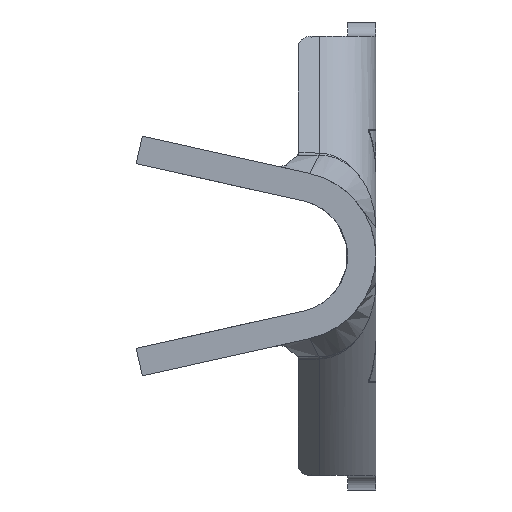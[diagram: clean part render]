
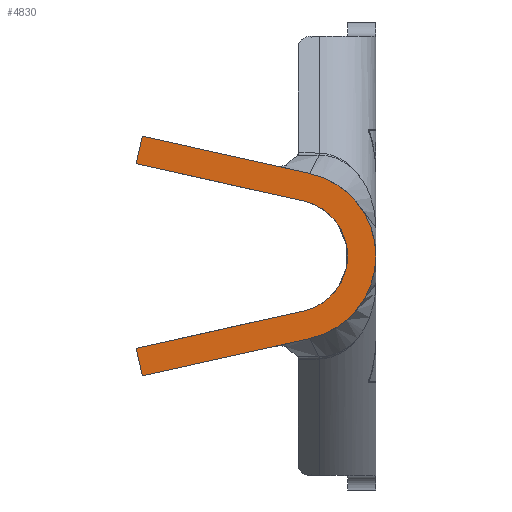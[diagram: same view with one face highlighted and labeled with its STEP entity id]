
A CAD part, left-side view. The second image highlights one B-rep face of the part: STEP entity #4830.
In plain terms, the highlighted planar face has unit normal (-1, 0, 0).
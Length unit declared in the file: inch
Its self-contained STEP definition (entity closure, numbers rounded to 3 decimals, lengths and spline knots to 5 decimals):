
#252 = EDGE_CURVE ( 'NONE', #3623, #1506, #5298, .T. ) ;
#299 = CARTESIAN_POINT ( 'NONE',  ( -0.439, 0.17, 0.06548 ) ) ;
#344 = VERTEX_POINT ( 'NONE', #1787 ) ;
#456 = DIRECTION ( 'NONE',  ( 0., -0.976, -0.217 ) ) ;
#469 = EDGE_LOOP ( 'NONE', ( #1542, #786, #5255, #5681, #1661, #7199, #5432, #2560 ) ) ;
#559 = EDGE_CURVE ( 'NONE', #4486, #3712, #2784, .T. ) ;
#705 = CARTESIAN_POINT ( 'NONE',  ( -0.439, 0.17, -0.06548 ) ) ;
#773 = VECTOR ( 'NONE', #5953, 39.37008 ) ;
#786 = ORIENTED_EDGE ( 'NONE', *, *, #559, .F. ) ;
#941 = DIRECTION ( 'NONE',  ( 0., -0.217, 0.976 ) ) ;
#983 = AXIS2_PLACEMENT_3D ( 'NONE', #5473, #2075, #6029 ) ;
#1189 = AXIS2_PLACEMENT_3D ( 'NONE', #1375, #2011, #5974 ) ;
#1375 = CARTESIAN_POINT ( 'NONE',  ( -0.439, 0.06, 0. ) ) ;
#1506 = VERTEX_POINT ( 'NONE', #2372 ) ;
#1542 = ORIENTED_EDGE ( 'NONE', *, *, #6192, .F. ) ;
#1614 = EDGE_CURVE ( 'NONE', #344, #1723, #4365, .T. ) ;
#1661 = ORIENTED_EDGE ( 'NONE', *, *, #252, .F. ) ;
#1723 = VERTEX_POINT ( 'NONE', #6430 ) ;
#1752 = VERTEX_POINT ( 'NONE', #4385 ) ;
#1787 = CARTESIAN_POINT ( 'NONE',  ( -0.439, 0.04696, -0.05857 ) ) ;
#2011 = DIRECTION ( 'NONE',  ( 1., 0., 0. ) ) ;
#2075 = DIRECTION ( 'NONE',  ( 1., 0., 0. ) ) ;
#2192 = CARTESIAN_POINT ( 'NONE',  ( -0.439, 0.0513, -0.03904 ) ) ;
#2218 = CIRCLE ( 'NONE', #983, 0.06 ) ;
#2307 = DIRECTION ( 'NONE',  ( 0., 0., -1. ) ) ;
#2333 = DIRECTION ( 'NONE',  ( -1., 0., 0. ) ) ;
#2372 = CARTESIAN_POINT ( 'NONE',  ( -0.439, 0.0513, 0.03904 ) ) ;
#2560 = ORIENTED_EDGE ( 'NONE', *, *, #1614, .F. ) ;
#2784 = LINE ( 'NONE', #5865, #5584 ) ;
#2949 = CARTESIAN_POINT ( 'NONE',  ( -0.439, 0.17, 0.06548 ) ) ;
#2996 = VECTOR ( 'NONE', #7277, 39.37008 ) ;
#3529 = CARTESIAN_POINT ( 'NONE',  ( -0.439, 0.0513, 0.03904 ) ) ;
#3548 = VERTEX_POINT ( 'NONE', #2949 ) ;
#3560 = EDGE_CURVE ( 'NONE', #1506, #3548, #4478, .T. ) ;
#3623 = VERTEX_POINT ( 'NONE', #5240 ) ;
#3712 = VERTEX_POINT ( 'NONE', #6734 ) ;
#3969 = LINE ( 'NONE', #705, #773 ) ;
#4268 = EDGE_CURVE ( 'NONE', #1723, #1752, #3969, .T. ) ;
#4365 = LINE ( 'NONE', #6904, #6005 ) ;
#4385 = CARTESIAN_POINT ( 'NONE',  ( -0.439, 0.17, -0.06548 ) ) ;
#4396 = LINE ( 'NONE', #2192, #7236 ) ;
#4419 = EDGE_CURVE ( 'NONE', #1752, #3623, #4396, .T. ) ;
#4478 = LINE ( 'NONE', #3529, #2996 ) ;
#4486 = VERTEX_POINT ( 'NONE', #5630 ) ;
#4527 = VECTOR ( 'NONE', #941, 39.37008 ) ;
#4550 = AXIS2_PLACEMENT_3D ( 'NONE', #6772, #2333, #2307 ) ;
#4830 = ADVANCED_FACE ( 'NONE', ( #7168 ), #4836, .F. ) ;
#4836 = PLANE ( 'NONE',  #1189 ) ;
#5240 = CARTESIAN_POINT ( 'NONE',  ( -0.439, 0.0513, -0.03904 ) ) ;
#5255 = ORIENTED_EDGE ( 'NONE', *, *, #6331, .F. ) ;
#5298 = CIRCLE ( 'NONE', #4550, 0.04 ) ;
#5432 = ORIENTED_EDGE ( 'NONE', *, *, #4268, .F. ) ;
#5473 = CARTESIAN_POINT ( 'NONE',  ( -0.439, 0.06, 0. ) ) ;
#5584 = VECTOR ( 'NONE', #456, 39.37008 ) ;
#5630 = CARTESIAN_POINT ( 'NONE',  ( -0.439, 0.16565, 0.085 ) ) ;
#5681 = ORIENTED_EDGE ( 'NONE', *, *, #3560, .F. ) ;
#5865 = CARTESIAN_POINT ( 'NONE',  ( -0.439, 0.04696, 0.05857 ) ) ;
#5953 = DIRECTION ( 'NONE',  ( 0., 0.217, 0.976 ) ) ;
#5974 = DIRECTION ( 'NONE',  ( 0., 0., -1. ) ) ;
#6005 = VECTOR ( 'NONE', #6378, 39.37008 ) ;
#6029 = DIRECTION ( 'NONE',  ( 0., 0., -1. ) ) ;
#6123 = DIRECTION ( 'NONE',  ( 0., -0.976, 0.217 ) ) ;
#6192 = EDGE_CURVE ( 'NONE', #3712, #344, #2218, .T. ) ;
#6331 = EDGE_CURVE ( 'NONE', #3548, #4486, #7386, .T. ) ;
#6378 = DIRECTION ( 'NONE',  ( 0., 0.976, -0.217 ) ) ;
#6430 = CARTESIAN_POINT ( 'NONE',  ( -0.439, 0.16565, -0.085 ) ) ;
#6734 = CARTESIAN_POINT ( 'NONE',  ( -0.439, 0.04696, 0.05857 ) ) ;
#6772 = CARTESIAN_POINT ( 'NONE',  ( -0.439, 0.06, 0. ) ) ;
#6904 = CARTESIAN_POINT ( 'NONE',  ( -0.439, 0.04696, -0.05857 ) ) ;
#7168 = FACE_OUTER_BOUND ( 'NONE', #469, .T. ) ;
#7199 = ORIENTED_EDGE ( 'NONE', *, *, #4419, .F. ) ;
#7236 = VECTOR ( 'NONE', #6123, 39.37008 ) ;
#7277 = DIRECTION ( 'NONE',  ( 0., 0.976, 0.217 ) ) ;
#7386 = LINE ( 'NONE', #299, #4527 ) ;
